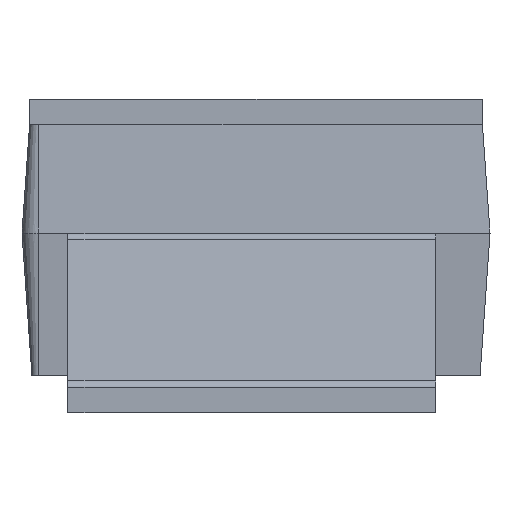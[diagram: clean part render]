
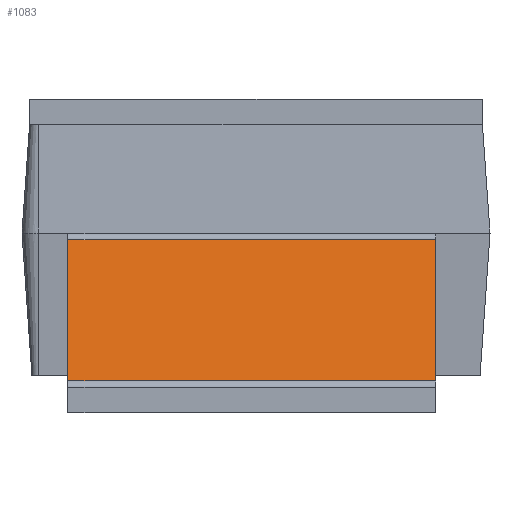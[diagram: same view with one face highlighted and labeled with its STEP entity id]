
A CAD part, left-side view. The second image highlights one B-rep face of the part: STEP entity #1083.
In plain terms, the highlighted planar face has unit normal (-0.981, 0, 0.195).
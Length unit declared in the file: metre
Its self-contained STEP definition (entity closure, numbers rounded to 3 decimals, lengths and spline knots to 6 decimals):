
#121=ORIENTED_EDGE('',*,*,#432,.T.);
#122=ORIENTED_EDGE('',*,*,#433,.T.);
#123=ORIENTED_EDGE('',*,*,#434,.T.);
#124=ORIENTED_EDGE('',*,*,#427,.T.);
#427=EDGE_CURVE('',#583,#582,#676,.T.);
#432=EDGE_CURVE('',#582,#586,#680,.T.);
#433=EDGE_CURVE('',#586,#587,#681,.T.);
#434=EDGE_CURVE('',#587,#583,#682,.T.);
#582=VERTEX_POINT('',#1775);
#583=VERTEX_POINT('',#1777);
#586=VERTEX_POINT('',#1787);
#587=VERTEX_POINT('',#1789);
#676=LINE('',#1776,#798);
#680=LINE('',#1786,#802);
#681=LINE('',#1788,#803);
#682=LINE('',#1790,#804);
#798=VECTOR('',#1451,1.);
#802=VECTOR('',#1461,1.);
#803=VECTOR('',#1462,1.);
#804=VECTOR('',#1463,1.);
#912=EDGE_LOOP('',(#121,#122,#123,#124));
#976=FACE_BOUND('',#912,.T.);
#1038=PLANE('',#1330);
#1083=ADVANCED_FACE('',(#976),#1038,.T.);
#1330=AXIS2_PLACEMENT_3D('',#1785,#1459,#1460);
#1451=DIRECTION('',(0.,1.,0.));
#1459=DIRECTION('',(-0.981,0.,0.195));
#1460=DIRECTION('',(0.195,0.,0.981));
#1461=DIRECTION('',(-0.195,0.,-0.981));
#1462=DIRECTION('',(0.,-1.,0.));
#1463=DIRECTION('',(0.195,0.,0.981));
#1775=CARTESIAN_POINT('',(-0.00203,0.001125,0.00104));
#1776=CARTESIAN_POINT('',(-0.00203,0.001125,0.00104));
#1777=CARTESIAN_POINT('',(-0.00203,-0.001075,0.00104));
#1785=CARTESIAN_POINT('',(-0.00203,0.001125,0.00104));
#1786=CARTESIAN_POINT('',(-0.00203,0.001125,0.00104));
#1787=CARTESIAN_POINT('',(-0.002198,0.001125,0.000195));
#1788=CARTESIAN_POINT('',(-0.002198,0.001125,0.000195));
#1789=CARTESIAN_POINT('',(-0.002198,-0.001075,0.000195));
#1790=CARTESIAN_POINT('',(-0.00203,-0.001075,0.00104));
